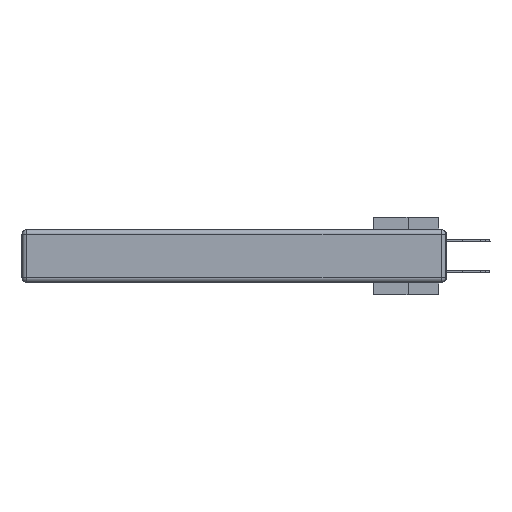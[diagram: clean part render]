
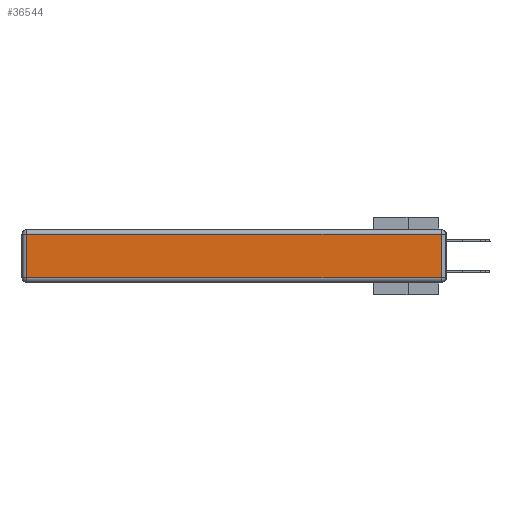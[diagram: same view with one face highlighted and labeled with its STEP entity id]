
A CAD part, left-side view. The second image highlights one B-rep face of the part: STEP entity #36544.
In plain terms, the highlighted planar face has unit normal (-1, 0, 0).
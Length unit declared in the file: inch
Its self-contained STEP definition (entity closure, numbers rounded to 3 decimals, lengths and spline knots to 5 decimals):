
#198 = EDGE_LOOP ( 'NONE', ( #20905, #22217, #5437, #34102 ) ) ;
#1573 = PLANE ( 'NONE',  #18309 ) ;
#2193 = VERTEX_POINT ( 'NONE', #13090 ) ;
#2428 = VERTEX_POINT ( 'NONE', #37189 ) ;
#3563 = LINE ( 'NONE', #12368, #29334 ) ;
#4674 = DIRECTION ( 'NONE',  ( 0., 0., -1. ) ) ;
#5437 = ORIENTED_EDGE ( 'NONE', *, *, #13796, .T. ) ;
#6595 = VERTEX_POINT ( 'NONE', #14878 ) ;
#6707 = EDGE_CURVE ( 'NONE', #35868, #2193, #30859, .T. ) ;
#9122 = DIRECTION ( 'NONE',  ( 0., 1., 0. ) ) ;
#10378 = DIRECTION ( 'NONE',  ( 0., 0., 1. ) ) ;
#10491 = EDGE_CURVE ( 'NONE', #2428, #6595, #3563, .T. ) ;
#10706 = CARTESIAN_POINT ( 'NONE',  ( 0., 2.72, -0.03 ) ) ;
#12368 = CARTESIAN_POINT ( 'NONE',  ( 0., 0.03, -0.343 ) ) ;
#12504 = VECTOR ( 'NONE', #15547, 39.37008 ) ;
#12691 = DIRECTION ( 'NONE',  ( -1., 0., 0. ) ) ;
#13090 = CARTESIAN_POINT ( 'NONE',  ( 0., 2.72, -0.313 ) ) ;
#13796 = EDGE_CURVE ( 'NONE', #6595, #35868, #24406, .T. ) ;
#14878 = CARTESIAN_POINT ( 'NONE',  ( 0., 0.03, -0.03 ) ) ;
#15547 = DIRECTION ( 'NONE',  ( 0., -1., 0. ) ) ;
#16114 = LINE ( 'NONE', #36386, #12504 ) ;
#18309 = AXIS2_PLACEMENT_3D ( 'NONE', #27592, #12691, #10378 ) ;
#18844 = EDGE_CURVE ( 'NONE', #2193, #2428, #16114, .T. ) ;
#20905 = ORIENTED_EDGE ( 'NONE', *, *, #18844, .T. ) ;
#22217 = ORIENTED_EDGE ( 'NONE', *, *, #10491, .T. ) ;
#24406 = LINE ( 'NONE', #36084, #28690 ) ;
#27592 = CARTESIAN_POINT ( 'NONE',  ( 0., 0., -0.343 ) ) ;
#28690 = VECTOR ( 'NONE', #9122, 39.37008 ) ;
#28738 = VECTOR ( 'NONE', #4674, 39.37008 ) ;
#29334 = VECTOR ( 'NONE', #34750, 39.37008 ) ;
#30443 = FACE_OUTER_BOUND ( 'NONE', #198, .T. ) ;
#30859 = LINE ( 'NONE', #36820, #28738 ) ;
#34102 = ORIENTED_EDGE ( 'NONE', *, *, #6707, .T. ) ;
#34750 = DIRECTION ( 'NONE',  ( 0., 0., 1. ) ) ;
#35868 = VERTEX_POINT ( 'NONE', #10706 ) ;
#36084 = CARTESIAN_POINT ( 'NONE',  ( 0., 2.75, -0.03 ) ) ;
#36386 = CARTESIAN_POINT ( 'NONE',  ( 0., 0., -0.313 ) ) ;
#36544 = ADVANCED_FACE ( 'NONE', ( #30443 ), #1573, .T. ) ;
#36820 = CARTESIAN_POINT ( 'NONE',  ( 0., 2.72, -0.343 ) ) ;
#37189 = CARTESIAN_POINT ( 'NONE',  ( 0., 0.03, -0.313 ) ) ;
